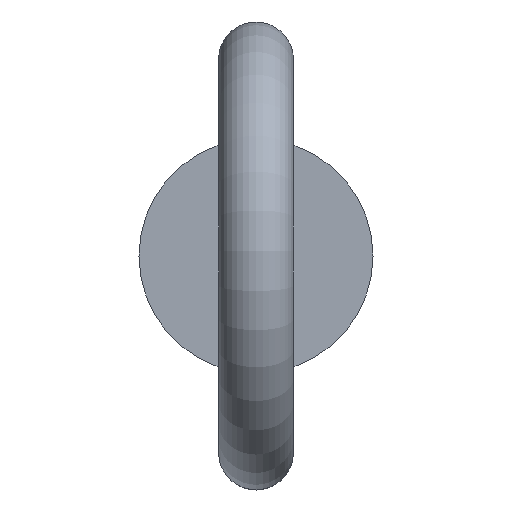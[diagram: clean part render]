
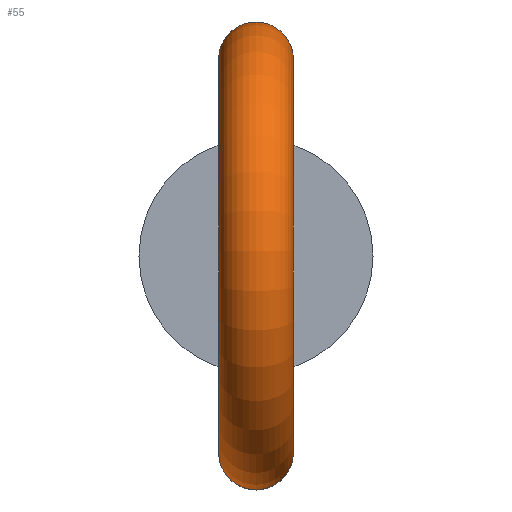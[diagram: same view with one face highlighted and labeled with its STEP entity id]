
A CAD part, left-side view. The second image highlights one B-rep face of the part: STEP entity #55.
In plain terms, the highlighted toroidal (fillet/blend) face has major radius 4.2 mm and minor radius 0.8 mm.
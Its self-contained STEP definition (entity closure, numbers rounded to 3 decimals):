
#55 = ADVANCED_FACE( '', ( #117, #118, #119 ), #120, .T. );
#117 = FACE_BOUND( '', #180, .T. );
#118 = FACE_OUTER_BOUND( '', #181, .T. );
#119 = FACE_OUTER_BOUND( '', #182, .T. );
#120 = TOROIDAL_SURFACE( '', #183, 4.2, 0.8 );
#180 = VERTEX_LOOP( '', #255 );
#181 = EDGE_LOOP( '', ( #256 ) );
#182 = EDGE_LOOP( '', ( #257 ) );
#183 = AXIS2_PLACEMENT_3D( '', #258, #259, #260 );
#255 = VERTEX_POINT( '', #304 );
#256 = ORIENTED_EDGE( '', *, *, #282, .T. );
#257 = ORIENTED_EDGE( '', *, *, #305, .F. );
#258 = CARTESIAN_POINT( '', ( 3.41, 0., -0.899 ) );
#259 = DIRECTION( '', ( 0., 1., 0. ) );
#260 = DIRECTION( '', ( 0., 0., 1. ) );
#282 = EDGE_CURVE( '', #311, #311, #312, .T. );
#304 = CARTESIAN_POINT( '', ( 3.41, 0., 4.101 ) );
#305 = EDGE_CURVE( '', #346, #346, #347, .T. );
#311 = VERTEX_POINT( '', #352 );
#312 = CIRCLE( '', #353, 0.8 );
#346 = VERTEX_POINT( '', #387 );
#347 = CIRCLE( '', #388, 0.8 );
#352 = CARTESIAN_POINT( '', ( 4.432, 0., -4.142 ) );
#353 = AXIS2_PLACEMENT_3D( '', #392, #393, #394 );
#387 = CARTESIAN_POINT( '', ( 4.432, 0., 2.343 ) );
#388 = AXIS2_PLACEMENT_3D( '', #431, #432, #433 );
#392 = CARTESIAN_POINT( '', ( 4.673, 0., -4.905 ) );
#393 = DIRECTION( '', ( -0.954, 0., -0.301 ) );
#394 = DIRECTION( '', ( -0.301, 0., 0.954 ) );
#431 = CARTESIAN_POINT( '', ( 4.673, 0., 3.106 ) );
#432 = DIRECTION( '', ( 0.954, 0., -0.301 ) );
#433 = DIRECTION( '', ( -0.301, 0., -0.954 ) );
